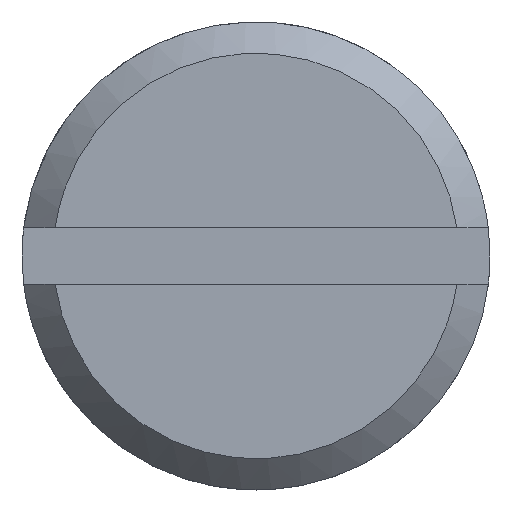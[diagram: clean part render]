
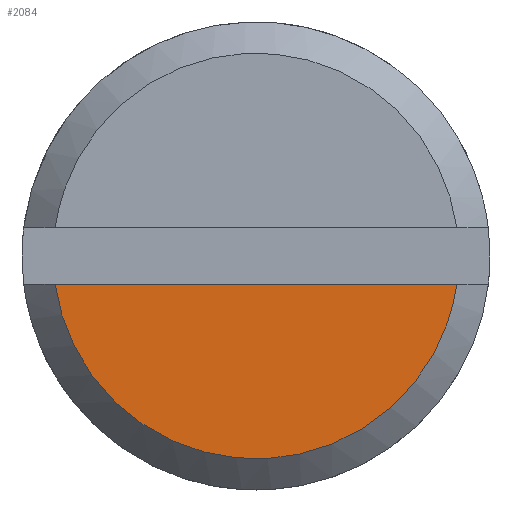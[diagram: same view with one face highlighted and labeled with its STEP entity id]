
A CAD part, front view. The second image highlights one B-rep face of the part: STEP entity #2084.
In plain terms, the highlighted free-form (B-spline) face has degree [1, 1] with [2, 2] control points.
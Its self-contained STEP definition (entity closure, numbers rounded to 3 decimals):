
#1839=CARTESIAN_POINT('',(-10.,6.437,-0.9));
#1840=VERTEX_POINT('',#1839);
#1848=CARTESIAN_POINT('',(-10.,-6.437,-0.9));
#1849=VERTEX_POINT('',#1848);
#1850=CARTESIAN_POINT('',(-10.,6.437,-0.9));
#1851=CARTESIAN_POINT('',(-10.,-6.437,-0.9));
#1852=QUASI_UNIFORM_CURVE('',1,(#1850,#1851),.UNSPECIFIED.,.F.,.U.);
#1853=EDGE_CURVE('',#1840,#1849,#1852,.T.);
#2016=CARTESIAN_POINT('',(-10.,6.437,-0.9));
#2017=CARTESIAN_POINT('',(-10.,5.654,-6.5));
#2018=CARTESIAN_POINT('',(-10.,0.0,-6.5));
#2019=CARTESIAN_POINT('',(-10.,-5.654,-6.5));
#2020=CARTESIAN_POINT('',(-10.,-6.437,-0.9));
#2028=(BOUNDED_CURVE()B_SPLINE_CURVE(2,(#2016,#2017,#2018,#2019,#2020),.UNSPECIFIED.,.F.,.U.)B_SPLINE_CURVE_WITH_KNOTS((3,2,3),(0.0,0.5,1.0),.UNSPECIFIED.)CURVE()GEOMETRIC_REPRESENTATION_ITEM()RATIONAL_B_SPLINE_CURVE((1.0,0.754,1.0,0.754,1.0))REPRESENTATION_ITEM(''));
#2029=EDGE_CURVE('',#1840,#1849,#2028,.T.);
#2075=CARTESIAN_POINT('',(-10.,-7.08,-6.78));
#2076=CARTESIAN_POINT('',(-10.,7.08,-6.78));
#2077=CARTESIAN_POINT('',(-10.,-7.08,-0.62));
#2078=CARTESIAN_POINT('',(-10.,7.08,-0.62));
#2079=B_SPLINE_SURFACE_WITH_KNOTS('',1,1,((#2075,#2077),(#2076,#2078)),.UNSPECIFIED.,.F.,.F.,.U.,(2,2),(2,2),(0.0,14.161),(0.0,6.159),.UNSPECIFIED.);
#2080=ORIENTED_EDGE('',*,*,#1853,.F.);
#2081=ORIENTED_EDGE('',*,*,#2029,.T.);
#2082=EDGE_LOOP('',(#2080,#2081));
#2083=FACE_OUTER_BOUND('',#2082,.T.);
#2084=ADVANCED_FACE('',(#2083),#2079,.F.);
